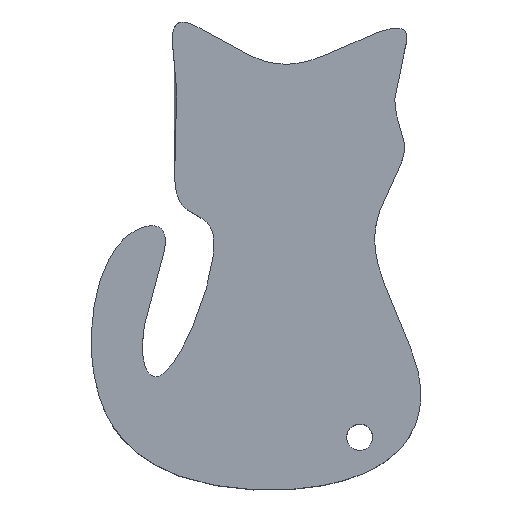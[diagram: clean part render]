
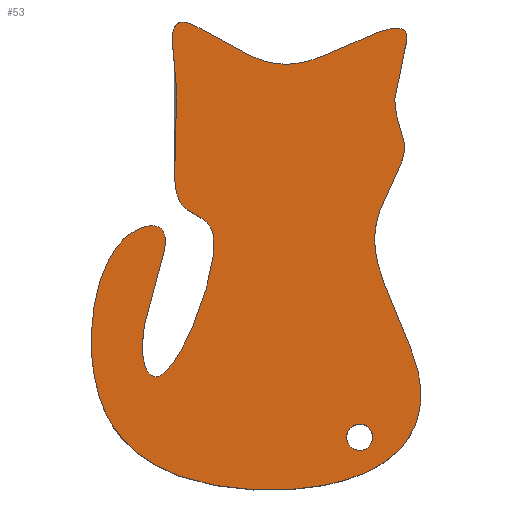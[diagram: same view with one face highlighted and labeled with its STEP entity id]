
A CAD part, top view. The second image highlights one B-rep face of the part: STEP entity #53.
In plain terms, the highlighted planar face has unit normal (0, 0, 1).
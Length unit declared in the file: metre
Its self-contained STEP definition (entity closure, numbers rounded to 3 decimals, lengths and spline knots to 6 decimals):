
#13=CIRCLE('',#70,0.002503);
#15=PLANE('',#69);
#19=ORIENTED_EDGE('',*,*,#27,.F.);
#20=ORIENTED_EDGE('',*,*,#25,.F.);
#25=EDGE_CURVE('',#29,#29,#33,.T.);
#27=EDGE_CURVE('',#31,#31,#13,.T.);
#29=VERTEX_POINT('',#156);
#31=VERTEX_POINT('',#183);
#33=B_SPLINE_CURVE_WITH_KNOTS('',3,(#133,#134,#135,#136,#137,#138,#139,
#140,#141,#142,#143,#144,#145,#146,#147,#148,#149,#150,#151,#152,#153,#154,
#155),.UNSPECIFIED.,.T.,.F.,(1,3,1,1,1,1,1,1,1,1,1,1,1,1,1,1,1,1,1,1,1,
3,1),(-0.021044,0.,0.050066,0.093847,0.141301,
0.167879,0.214208,0.254223,0.307118,
0.374847,0.426472,0.492626,0.564048,
0.638298,0.675924,0.734729,0.770017,
0.839013,0.875166,0.932203,0.978956,
1.,1.050066),.UNSPECIFIED.);
#37=EDGE_LOOP('',(#19));
#38=EDGE_LOOP('',(#20));
#45=FACE_BOUND('',#37,.T.);
#46=FACE_BOUND('',#38,.T.);
#53=ADVANCED_FACE('',(#45,#46),#15,.T.);
#69=AXIS2_PLACEMENT_3D('',#181,#76,#77);
#70=AXIS2_PLACEMENT_3D('',#182,#78,#79);
#76=DIRECTION('',(0.,0.,1.));
#77=DIRECTION('',(1.,0.,0.));
#78=DIRECTION('',(0.,0.,1.));
#79=DIRECTION('',(1.,0.,0.));
#133=CARTESIAN_POINT('',(-0.013519,0.051003,0.025));
#134=CARTESIAN_POINT('',(-0.010673,0.050739,0.025));
#135=CARTESIAN_POINT('',(0.000462,0.041977,0.025));
#136=CARTESIAN_POINT('',(0.011781,0.043076,0.025));
#137=CARTESIAN_POINT('',(0.023592,0.049853,0.025));
#138=CARTESIAN_POINT('',(0.031461,0.05029,0.025));
#139=CARTESIAN_POINT('',(0.0242,0.034974,0.025));
#140=CARTESIAN_POINT('',(0.031806,0.026132,0.025));
#141=CARTESIAN_POINT('',(0.016906,0.009678,0.025));
#142=CARTESIAN_POINT('',(0.035185,-0.015974,0.025));
#143=CARTESIAN_POINT('',(0.028175,-0.035288,0.025));
#144=CARTESIAN_POINT('',(-0.000149,-0.041154,0.025));
#145=CARTESIAN_POINT('',(-0.034937,-0.031182,0.025));
#146=CARTESIAN_POINT('',(-0.031073,0.01038,0.025));
#147=CARTESIAN_POINT('',(-0.012284,0.014349,0.025));
#148=CARTESIAN_POINT('',(-0.024223,-0.008564,0.025));
#149=CARTESIAN_POINT('',(-0.017636,-0.024388,0.025));
#150=CARTESIAN_POINT('',(-0.002536,0.014212,0.025));
#151=CARTESIAN_POINT('',(-0.017677,0.013712,0.025));
#152=CARTESIAN_POINT('',(-0.013463,0.036086,0.025));
#153=CARTESIAN_POINT('',(-0.016808,0.048963,0.025));
#154=CARTESIAN_POINT('',(-0.014716,0.051115,0.025));
#155=CARTESIAN_POINT('',(-0.013519,0.051003,0.025));
#156=CARTESIAN_POINT('',(-0.013519,0.051003,0.025));
#181=CARTESIAN_POINT('',(0.000124,0.005774,0.025));
#182=CARTESIAN_POINT('',(0.020022,-0.028439,0.025));
#183=CARTESIAN_POINT('',(0.022525,-0.028439,0.025));
